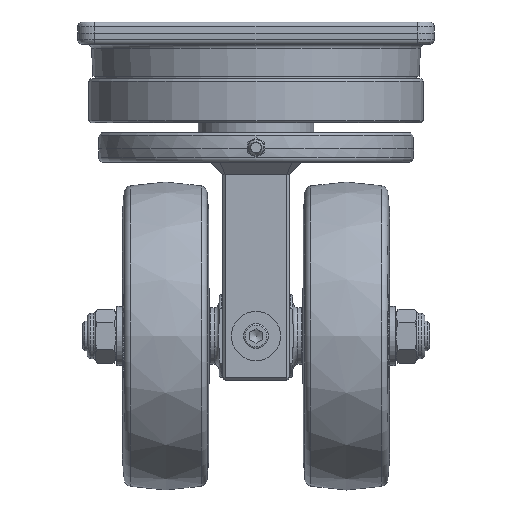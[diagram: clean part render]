
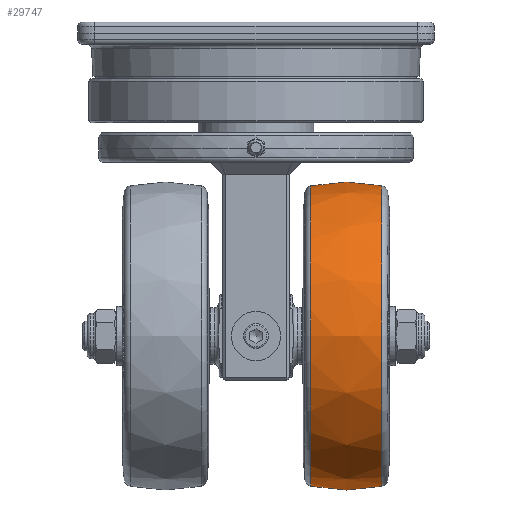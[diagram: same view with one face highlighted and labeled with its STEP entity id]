
A CAD part, left-side view. The second image highlights one B-rep face of the part: STEP entity #29747.
In plain terms, the highlighted free-form (B-spline) face has degree [2, 2] with [3, 9] control points.
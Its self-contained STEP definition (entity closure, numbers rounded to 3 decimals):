
#13=(
BOUNDED_SURFACE()
B_SPLINE_SURFACE(2,2,((#44705,#44706,#44707,#44708,#44709,#44710,#44711,
#44712,#44713),(#44714,#44715,#44716,#44717,#44718,#44719,#44720,#44721,
#44722),(#44723,#44724,#44725,#44726,#44727,#44728,#44729,#44730,#44731)),
 .UNSPECIFIED.,.F.,.T.,.F.)
B_SPLINE_SURFACE_WITH_KNOTS((3,3),(3,2,2,2,3),(-0.207,0.209),
(-3.142,-1.571,0.,1.571,3.142),
 .UNSPECIFIED.)
GEOMETRIC_REPRESENTATION_ITEM()
RATIONAL_B_SPLINE_SURFACE(((1.,0.707,1.,0.707,1.,
0.707,1.,0.707,1.),(0.978,0.692,
0.978,0.692,0.978,0.692,0.978,
0.692,0.978),(1.,0.707,1.,0.707,
1.,0.707,1.,0.707,1.)))
REPRESENTATION_ITEM('')
SURFACE()
);
#5860=FACE_OUTER_BOUND('',#7600,.T.);
#7600=EDGE_LOOP('',(#24498,#24499,#24500,#24501,#24502,#24503));
#12662=CIRCLE('',#31884,60.979);
#12663=CIRCLE('',#31885,60.979);
#12664=CIRCLE('',#31886,70.);
#12665=CIRCLE('',#31887,61.007);
#12666=CIRCLE('',#31888,61.007);
#14362=VERTEX_POINT('',#44700);
#14363=VERTEX_POINT('',#44702);
#14364=VERTEX_POINT('',#44732);
#14365=VERTEX_POINT('',#44734);
#17987=EDGE_CURVE('',#14362,#14363,#12662,.T.);
#17988=EDGE_CURVE('',#14363,#14362,#12663,.T.);
#17989=EDGE_CURVE('',#14362,#14364,#12664,.T.);
#17990=EDGE_CURVE('',#14364,#14365,#12665,.T.);
#17991=EDGE_CURVE('',#14365,#14364,#12666,.T.);
#24498=ORIENTED_EDGE('',*,*,#17988,.F.);
#24499=ORIENTED_EDGE('',*,*,#17987,.F.);
#24500=ORIENTED_EDGE('',*,*,#17989,.T.);
#24501=ORIENTED_EDGE('',*,*,#17990,.T.);
#24502=ORIENTED_EDGE('',*,*,#17991,.T.);
#24503=ORIENTED_EDGE('',*,*,#17989,.F.);
#29747=ADVANCED_FACE('',(#5860),#13,.F.);
#31884=AXIS2_PLACEMENT_3D('',#44703,#36348,#36349);
#31885=AXIS2_PLACEMENT_3D('',#44704,#36350,#36351);
#31886=AXIS2_PLACEMENT_3D('',#44733,#36352,#36353);
#31887=AXIS2_PLACEMENT_3D('',#44735,#36354,#36355);
#31888=AXIS2_PLACEMENT_3D('',#44736,#36356,#36357);
#36348=DIRECTION('center_axis',(0.,1.,0.));
#36349=DIRECTION('ref_axis',(1.,0.,0.));
#36350=DIRECTION('center_axis',(0.,1.,0.));
#36351=DIRECTION('ref_axis',(1.,0.,0.));
#36352=DIRECTION('center_axis',(0.,0.,
1.));
#36353=DIRECTION('ref_axis',(-1.,0.,0.));
#36354=DIRECTION('center_axis',(0.,1.,0.));
#36355=DIRECTION('ref_axis',(1.,0.,0.));
#36356=DIRECTION('center_axis',(0.,1.,0.));
#36357=DIRECTION('ref_axis',(1.,0.,0.));
#44700=CARTESIAN_POINT('',(-27.979,-22.249,-127.5));
#44702=CARTESIAN_POINT('',(93.979,-22.249,-127.5));
#44703=CARTESIAN_POINT('Origin',(33.,-22.249,-127.5));
#44704=CARTESIAN_POINT('Origin',(33.,-22.249,-127.5));
#44705=CARTESIAN_POINT('Ctrl Pts',(-28.007,-51.142,
-127.5));
#44706=CARTESIAN_POINT('Ctrl Pts',(-28.007,-51.142,
-66.493));
#44707=CARTESIAN_POINT('Ctrl Pts',(33.,-51.142,-66.493));
#44708=CARTESIAN_POINT('Ctrl Pts',(94.007,-51.142,-66.493));
#44709=CARTESIAN_POINT('Ctrl Pts',(94.007,-51.142,-127.5));
#44710=CARTESIAN_POINT('Ctrl Pts',(94.007,-51.142,-188.507));
#44711=CARTESIAN_POINT('Ctrl Pts',(33.,-51.142,-188.507));
#44712=CARTESIAN_POINT('Ctrl Pts',(-28.007,-51.142,
-188.507));
#44713=CARTESIAN_POINT('Ctrl Pts',(-28.007,-51.142,
-127.5));
#44714=CARTESIAN_POINT('Ctrl Pts',(-31.04,-36.693,
-127.5));
#44715=CARTESIAN_POINT('Ctrl Pts',(-31.04,-36.693,
-63.46));
#44716=CARTESIAN_POINT('Ctrl Pts',(33.,-36.693,-63.46));
#44717=CARTESIAN_POINT('Ctrl Pts',(97.04,-36.693,-63.46));
#44718=CARTESIAN_POINT('Ctrl Pts',(97.04,-36.693,-127.5));
#44719=CARTESIAN_POINT('Ctrl Pts',(97.04,-36.693,-191.54));
#44720=CARTESIAN_POINT('Ctrl Pts',(33.,-36.693,-191.54));
#44721=CARTESIAN_POINT('Ctrl Pts',(-31.04,-36.693,
-191.54));
#44722=CARTESIAN_POINT('Ctrl Pts',(-31.04,-36.693,
-127.5));
#44723=CARTESIAN_POINT('Ctrl Pts',(-27.979,-22.249,-127.5));
#44724=CARTESIAN_POINT('Ctrl Pts',(-27.979,-22.249,
-66.521));
#44725=CARTESIAN_POINT('Ctrl Pts',(33.,-22.249,-66.521));
#44726=CARTESIAN_POINT('Ctrl Pts',(93.979,-22.249,-66.521));
#44727=CARTESIAN_POINT('Ctrl Pts',(93.979,-22.249,-127.5));
#44728=CARTESIAN_POINT('Ctrl Pts',(93.979,-22.249,-188.479));
#44729=CARTESIAN_POINT('Ctrl Pts',(33.,-22.249,-188.479));
#44730=CARTESIAN_POINT('Ctrl Pts',(-27.979,-22.249,
-188.479));
#44731=CARTESIAN_POINT('Ctrl Pts',(-27.979,-22.249,-127.5));
#44732=CARTESIAN_POINT('',(-28.007,-51.142,-127.5));
#44733=CARTESIAN_POINT('Origin',(40.5,-36.763,-127.5));
#44734=CARTESIAN_POINT('',(94.007,-51.142,-127.5));
#44735=CARTESIAN_POINT('Origin',(33.,-51.142,-127.5));
#44736=CARTESIAN_POINT('Origin',(33.,-51.142,-127.5));
